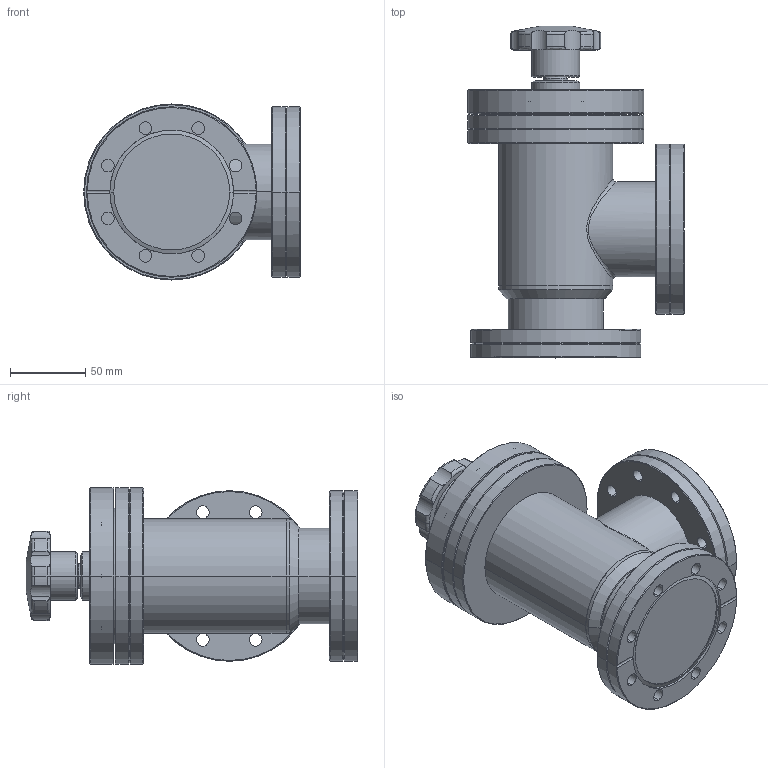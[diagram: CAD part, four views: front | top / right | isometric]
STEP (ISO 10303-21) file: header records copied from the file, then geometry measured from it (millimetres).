
FILE_DESCRIPTION (( 'STEP AP214' ), '1' );
FILE_NAME ('300615030016.STEP', '2021-01-20T05:17:45', ( 'admin' ), ( '' ), 'SwSTEP 2.0', 'SolidWorks 2018', '' );
FILE_SCHEMA (( 'AUTOMOTIVE_DESIGN' ));
Length unit declared in the file: millimetre
Products named in the file (1): 300615030016
Bounding box: 144.4 x 221.18 x 117.4 mm (x, y, z)
Volume: 1420729.9 mm3; surface area: 145851.3 mm2
Topology: 1 solids, 1 shells, 300 faces, 754 edges, 481 vertices
Faces by surface type: cylinder 135, plane 67, cone 57, bspline 41
Entity records: 12610 total; most frequent: CARTESIAN_POINT 5385, DIRECTION 1515, ORIENTED_EDGE 1504, EDGE_CURVE 752, AXIS2_PLACEMENT_3D 616, VERTEX_POINT 480, EDGE_LOOP 358, CIRCLE 356
